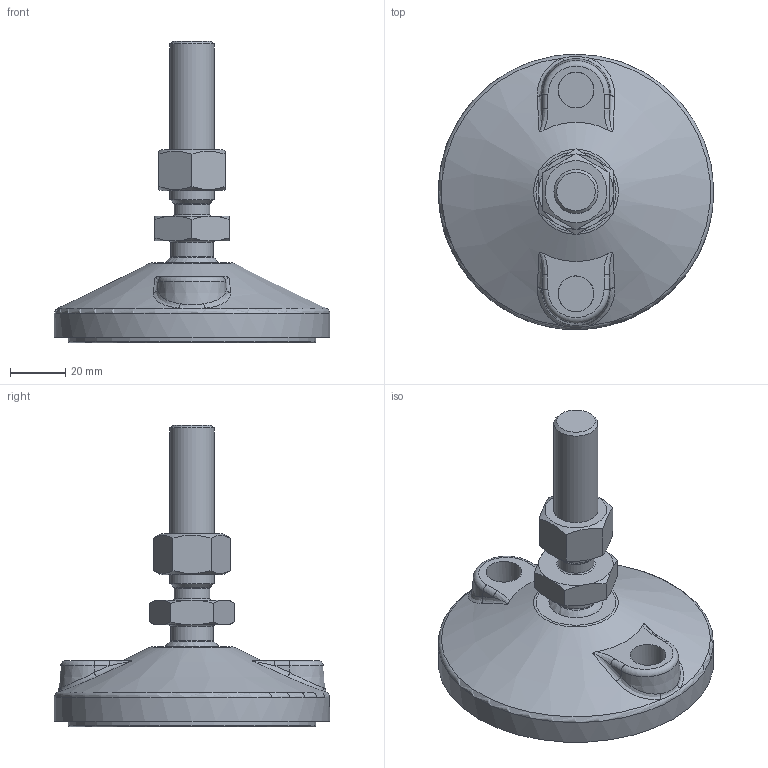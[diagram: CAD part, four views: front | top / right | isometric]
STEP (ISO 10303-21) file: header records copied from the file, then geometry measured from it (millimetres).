
FILE_DESCRIPTION((''),'2;1');
FILE_NAME('419916.stp','2014-02-13T17:19:54',('AlitecKK'),(''),'Autodesk Inventor 2011','Autodesk Inventor 2011','');
FILE_SCHEMA(('AUTOMOTIVE_DESIGN { 1 0 10303 214 1 1 1 1 }'));
Length unit declared in the file: millimetre
Products named in the file (5): 419916; 419916-1; 409916-2; ISO4032_M16; Dřík M16x99
Assembly tree (4 placements, depth 2):
  419916
    419916-1
    409916-2
    ISO4032_M16
    Dřík M16x99
Bounding box: 100 x 100 x 109.48 mm (x, y, z)
Volume: 136374.5 mm3; surface area: 55169 mm2
Topology: 4 solids, 4 shells, 186 faces, 458 edges, 267 vertices
Faces by surface type: plane 81, cylinder 43, cone 29, bspline 14, sphere 10, torus 9
Full cylindrical faces by diameter (mm): 10 x2, 13 x3, 13.835 x1, 15.5 x1, 16 x1, 90 x2, 100 x1
Entity records: 5876 total; most frequent: CARTESIAN_POINT 1651, ORIENTED_EDGE 842, DIRECTION 836, EDGE_CURVE 421, AXIS2_PLACEMENT_3D 338, VERTEX_POINT 257, EDGE_LOOP 222, FACE_OUTER_BOUND 186
